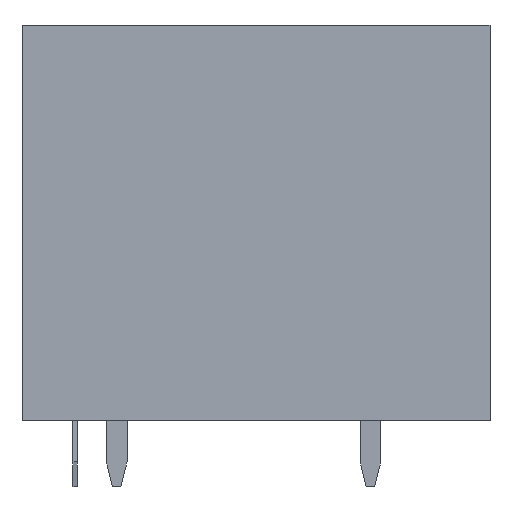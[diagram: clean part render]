
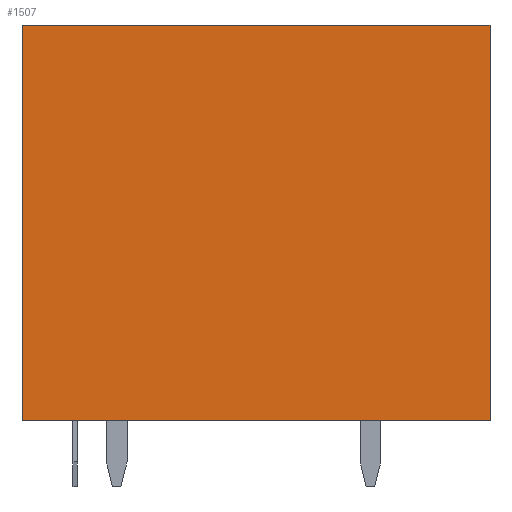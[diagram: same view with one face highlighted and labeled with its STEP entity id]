
A CAD part, front view. The second image highlights one B-rep face of the part: STEP entity #1507.
In plain terms, the highlighted planar face has unit normal (0, -1, 0).
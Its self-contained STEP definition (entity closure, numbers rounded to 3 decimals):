
#41 = AXIS2_PLACEMENT_3D ( 'NONE', #7731, #7580, #7434 ) ;
#70 = EDGE_CURVE ( 'NONE', #6948, #7234, #798, .T. ) ;
#347 = DIRECTION ( 'NONE',  ( -1., 0., 0. ) ) ;
#798 = LINE ( 'NONE', #9155, #4545 ) ;
#1389 = VECTOR ( 'NONE', #15308, 1000. ) ;
#1407 = CARTESIAN_POINT ( 'NONE',  ( 11.25, -8.25, 18.5 ) ) ;
#1507 = ADVANCED_FACE ( 'NONE', ( #12254 ), #11176, .F. ) ;
#2173 = VECTOR ( 'NONE', #6131, 1000. ) ;
#2527 = LINE ( 'NONE', #4852, #5122 ) ;
#2946 = CARTESIAN_POINT ( 'NONE',  ( -11.25, -8.25, 18.5 ) ) ;
#3444 = CARTESIAN_POINT ( 'NONE',  ( -11.25, -8.25, 18.5 ) ) ;
#4031 = ORIENTED_EDGE ( 'NONE', *, *, #12414, .F. ) ;
#4282 = ORIENTED_EDGE ( 'NONE', *, *, #15097, .T. ) ;
#4545 = VECTOR ( 'NONE', #14968, 1000. ) ;
#4609 = LINE ( 'NONE', #3444, #1389 ) ;
#4852 = CARTESIAN_POINT ( 'NONE',  ( 11.25, -8.25, -0.5 ) ) ;
#5122 = VECTOR ( 'NONE', #347, 1000. ) ;
#6131 = DIRECTION ( 'NONE',  ( 0., 0., -1. ) ) ;
#6833 = CARTESIAN_POINT ( 'NONE',  ( -11.25, -8.25, -0.5 ) ) ;
#6941 = VERTEX_POINT ( 'NONE', #12268 ) ;
#6948 = VERTEX_POINT ( 'NONE', #2946 ) ;
#7234 = VERTEX_POINT ( 'NONE', #11102 ) ;
#7434 = DIRECTION ( 'NONE',  ( 0., 0., 1. ) ) ;
#7580 = DIRECTION ( 'NONE',  ( 0., 1., 0. ) ) ;
#7731 = CARTESIAN_POINT ( 'NONE',  ( -11.25, -8.25, 18.5 ) ) ;
#9155 = CARTESIAN_POINT ( 'NONE',  ( -11.25, -8.25, 18.5 ) ) ;
#10073 = ORIENTED_EDGE ( 'NONE', *, *, #70, .F. ) ;
#10450 = ORIENTED_EDGE ( 'NONE', *, *, #14255, .F. ) ;
#11102 = CARTESIAN_POINT ( 'NONE',  ( 11.25, -8.25, 18.5 ) ) ;
#11176 = PLANE ( 'NONE',  #41 ) ;
#12043 = LINE ( 'NONE', #1407, #2173 ) ;
#12087 = EDGE_LOOP ( 'NONE', ( #4282, #4031, #10450, #10073 ) ) ;
#12254 = FACE_OUTER_BOUND ( 'NONE', #12087, .T. ) ;
#12268 = CARTESIAN_POINT ( 'NONE',  ( 11.25, -8.25, -0.5 ) ) ;
#12414 = EDGE_CURVE ( 'NONE', #6941, #14905, #2527, .T. ) ;
#14255 = EDGE_CURVE ( 'NONE', #7234, #6941, #12043, .T. ) ;
#14905 = VERTEX_POINT ( 'NONE', #6833 ) ;
#14968 = DIRECTION ( 'NONE',  ( 1., 0., 0. ) ) ;
#15097 = EDGE_CURVE ( 'NONE', #6948, #14905, #4609, .T. ) ;
#15308 = DIRECTION ( 'NONE',  ( 0., 0., -1. ) ) ;
